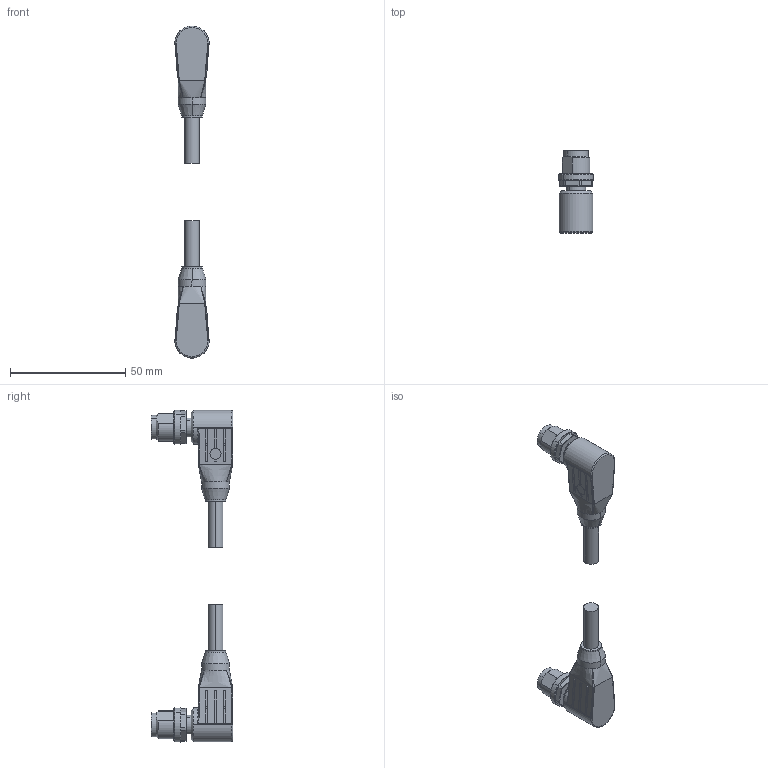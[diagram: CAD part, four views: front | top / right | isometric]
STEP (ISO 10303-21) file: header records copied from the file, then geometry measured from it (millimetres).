
FILE_DESCRIPTION (( 'STEP AP203' ), '1' );
FILE_NAME ('7700-51021-S4X0500.step', '2025-06-04T19:05:26', ( '' ), ( '' ), 'SwSTEP 2.0', 'SolidWorks 2024', '' );
FILE_SCHEMA (( 'CONFIG_CONTROL_DESIGN' ));
Length unit declared in the file: millimetre
Products named in the file (2): 7700-51021-S4X0500_MALE; 7700-51021-S4X0500
Assembly tree (2 placements, depth 2):
  7700-51021-S4X0500
    7700-51021-S4X0500_MALE  x2
Bounding box: 14.94 x 35.4 x 144.14 mm (x, y, z)
Volume: 18414.7 mm3; surface area: 8016.3 mm2
Topology: 2 solids, 2 shells, 424 faces, 1076 edges, 684 vertices
Faces by surface type: plane 196, cylinder 134, torus 44, cone 30, bspline 20
Entity records: 7252 total; most frequent: CARTESIAN_POINT 1961, DIRECTION 1076, ORIENTED_EDGE 1064, EDGE_CURVE 532, AXIS2_PLACEMENT_3D 413, VERTEX_POINT 342, LINE 250, VECTOR 250
